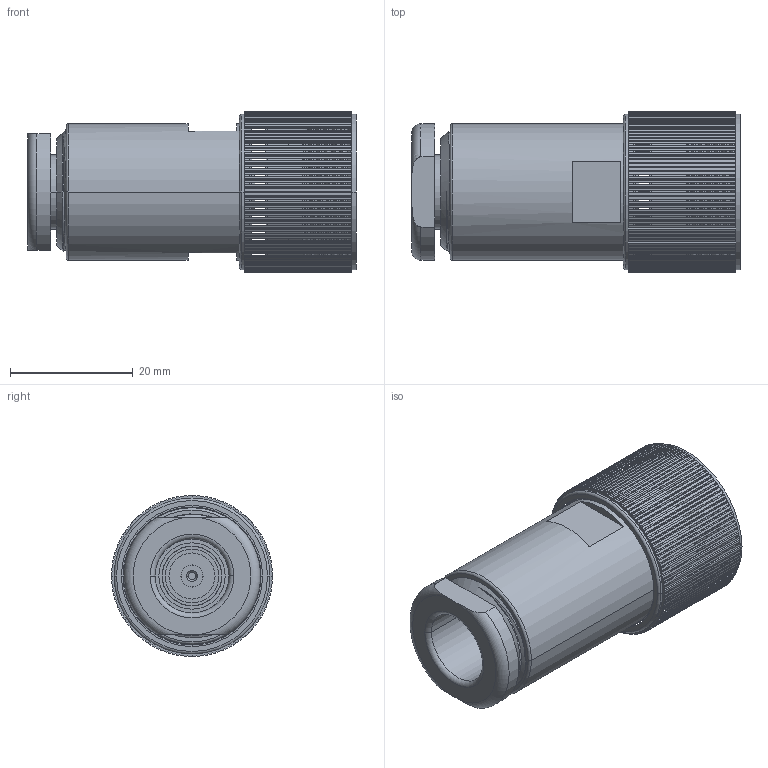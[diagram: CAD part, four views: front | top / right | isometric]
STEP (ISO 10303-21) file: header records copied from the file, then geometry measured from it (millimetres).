
FILE_DESCRIPTION((''),'2;1');
FILE_NAME('000-53175','2013-11-19T',('Clement Lazar'),(''),'PRO/ENGINEER BY PARAMETRIC TECHNOLOGY CORPORATION, 2010100','PRO/ENGINEER BY PARAMETRIC TECHNOLOGY CORPORATION, 2010100','');
FILE_SCHEMA(('CONFIG_CONTROL_DESIGN'));
Length unit declared in the file: millimetre
Products named in the file (1): 000-53175
Bounding box: 53.56 x 26.21 x 26.21 mm (x, y, z)
Surface area: 8722.6 mm2 (no closed solid volume)
Topology: 0 solids, 24 shells, 340 faces, 1432 edges, 1000 vertices
Faces by surface type: cylinder 172, plane 116, cone 24, torus 18, bspline 10
Entity records: 18372 total; most frequent: CARTESIAN_POINT 6786, DIRECTION 2437, ORIENTED_EDGE 2157, EDGE_CURVE 1432, VERTEX_POINT 1000, VECTOR 901, LINE 901, AXIS2_PLACEMENT_3D 768
